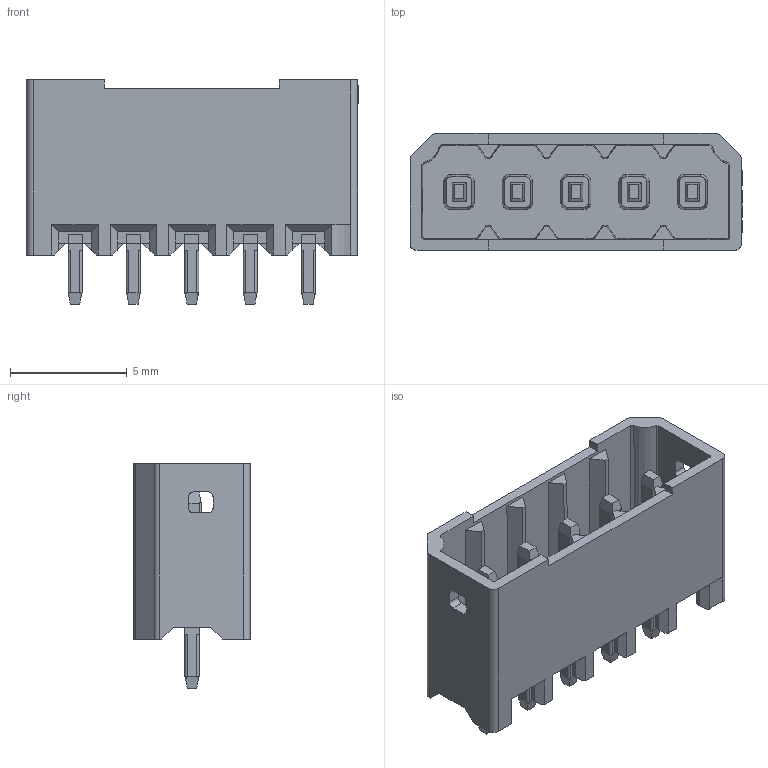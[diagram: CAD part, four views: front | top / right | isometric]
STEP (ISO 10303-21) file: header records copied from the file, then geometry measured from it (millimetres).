
FILE_DESCRIPTION(('Creo Elements/Direct Modeling STEP Export'),'2;1');
FILE_NAME('model.stp','2020-09-28T 8:39:28',(''),(''),'Creo Elements/Direct Modeling STEP processor for AP214 (Solid Model)','Creo Elements/Direct Modeling 20.1A 29-Sep-2018 (C) Parametric Technology GmbH','');
FILE_SCHEMA(('AUTOMOTIVE_DESIGN { 1 0 10303 214 1 1 1 1 }'));
Length unit declared in the file: millimetre
Products named in the file (3): AT_PTSM_0_5_HV_2_5_THR; LP_PTSM_0_5_2_5_G_Stift_V.1.2; PTSM_0.5_5-HV-2.5-THR
Assembly tree (6 placements, depth 2):
  PTSM_0.5_5-HV-2.5-THR
    LP_PTSM_0_5_2_5_G_Stift_V.1.2  x5
    AT_PTSM_0_5_HV_2_5_THR
Bounding box: 14.22 x 5 x 9.6 mm (x, y, z)
Volume: 262 mm3; surface area: 804.4 mm2
Topology: 6 solids, 6 shells, 663 faces, 1910 edges, 1269 vertices
Faces by surface type: plane 564, cylinder 77, cone 22
Entity records: 20048 total; most frequent: CARTESIAN_POINT 2900, ORIENTED_EDGE 2860, DIRECTION 2526, EDGE_CURVE 1430, VECTOR 1272, LINE 1272, VERTEX_POINT 949, AXIS2_PLACEMENT_3D 627
